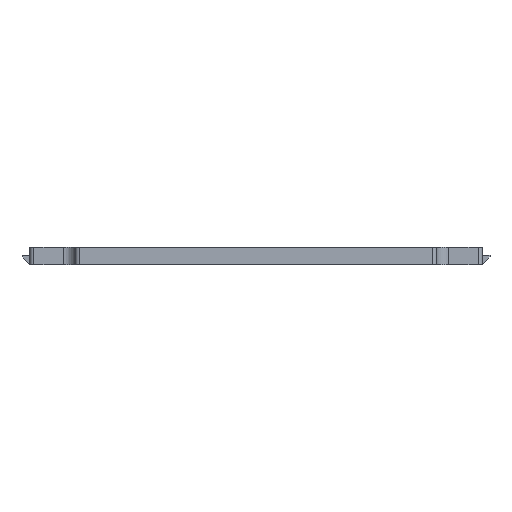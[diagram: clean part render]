
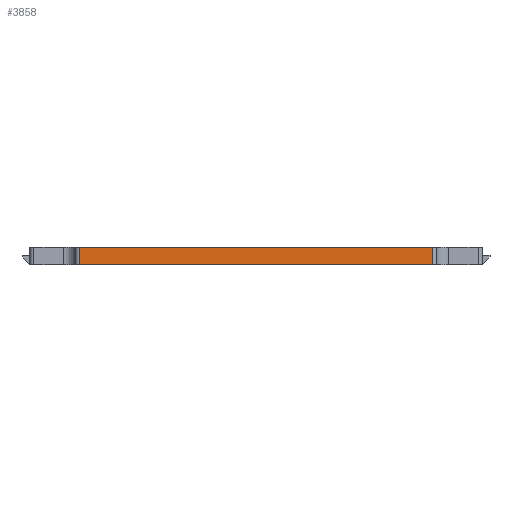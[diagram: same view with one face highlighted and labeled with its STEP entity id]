
A CAD part, left-side view. The second image highlights one B-rep face of the part: STEP entity #3858.
In plain terms, the highlighted planar face has unit normal (-1, 0, 0).
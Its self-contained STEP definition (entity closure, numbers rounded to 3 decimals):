
#44 = VECTOR ( 'NONE', #1640, 1000. ) ;
#68 = VECTOR ( 'NONE', #1617, 1000. ) ;
#1615 = LINE ( 'NONE', #1616, #68 ) ;
#1616 = CARTESIAN_POINT ( 'NONE',  ( -57.9, 45.25, 2.25 ) ) ;
#1617 = DIRECTION ( 'NONE',  ( 0., 0., -1. ) ) ;
#1638 = LINE ( 'NONE', #1639, #44 ) ;
#1639 = CARTESIAN_POINT ( 'NONE',  ( -57.9, -45.25, 2.25 ) ) ;
#1640 = DIRECTION ( 'NONE',  ( 0., 0., -1. ) ) ;
#1796 = LINE ( 'NONE', #1797, #2648 ) ;
#1797 = CARTESIAN_POINT ( 'NONE',  ( -57.9, -45.25, -2.25 ) ) ;
#1798 = DIRECTION ( 'NONE',  ( 0., -1., 0. ) ) ;
#1843 = PLANE ( 'NONE',  #2666 ) ;
#1844 = CARTESIAN_POINT ( 'NONE',  ( -57.9, -45.25, 2.25 ) ) ;
#1845 = DIRECTION ( 'NONE',  ( 1., 0., 0. ) ) ;
#1846 = DIRECTION ( 'NONE',  ( 0., 0., -1. ) ) ;
#2210 = LINE ( 'NONE', #2211, #2801 ) ;
#2211 = CARTESIAN_POINT ( 'NONE',  ( -57.9, -45.25, 2.25 ) ) ;
#2212 = DIRECTION ( 'NONE',  ( 0., -1., 0. ) ) ;
#2319 = CARTESIAN_POINT ( 'NONE',  ( -57.9, 45.25, 2.25 ) ) ;
#2339 = CARTESIAN_POINT ( 'NONE',  ( -57.9, -45.25, -2.25 ) ) ;
#2369 = CARTESIAN_POINT ( 'NONE',  ( -57.9, -45.25, 2.25 ) ) ;
#2374 = CARTESIAN_POINT ( 'NONE',  ( -57.9, 45.25, -2.25 ) ) ;
#2648 = VECTOR ( 'NONE', #1798, 1000. ) ;
#2665 = FACE_OUTER_BOUND ( 'NONE', #5377, .T. ) ;
#2666 = AXIS2_PLACEMENT_3D ( 'NONE', #1844, #1845, #1846 ) ;
#2801 = VECTOR ( 'NONE', #2212, 1000. ) ;
#3785 = EDGE_CURVE ( 'NONE', #4061, #4116, #1615, .T. ) ;
#3793 = EDGE_CURVE ( 'NONE', #4111, #4081, #1638, .T. ) ;
#3842 = EDGE_CURVE ( 'NONE', #4116, #4081, #1796, .T. ) ;
#3858 = ADVANCED_FACE ( 'NONE', ( #2665 ), #1843, .F. ) ;
#3945 = EDGE_CURVE ( 'NONE', #4061, #4111, #2210, .T. ) ;
#4061 = VERTEX_POINT ( 'NONE', #2319 ) ;
#4081 = VERTEX_POINT ( 'NONE', #2339 ) ;
#4111 = VERTEX_POINT ( 'NONE', #2369 ) ;
#4116 = VERTEX_POINT ( 'NONE', #2374 ) ;
#4728 = ORIENTED_EDGE ( 'NONE', *, *, #3793, .F. ) ;
#4729 = ORIENTED_EDGE ( 'NONE', *, *, #3945, .F. ) ;
#4730 = ORIENTED_EDGE ( 'NONE', *, *, #3785, .T. ) ;
#4789 = ORIENTED_EDGE ( 'NONE', *, *, #3842, .T. ) ;
#5377 = EDGE_LOOP ( 'NONE', ( #4789, #4728, #4729, #4730 ) ) ;
